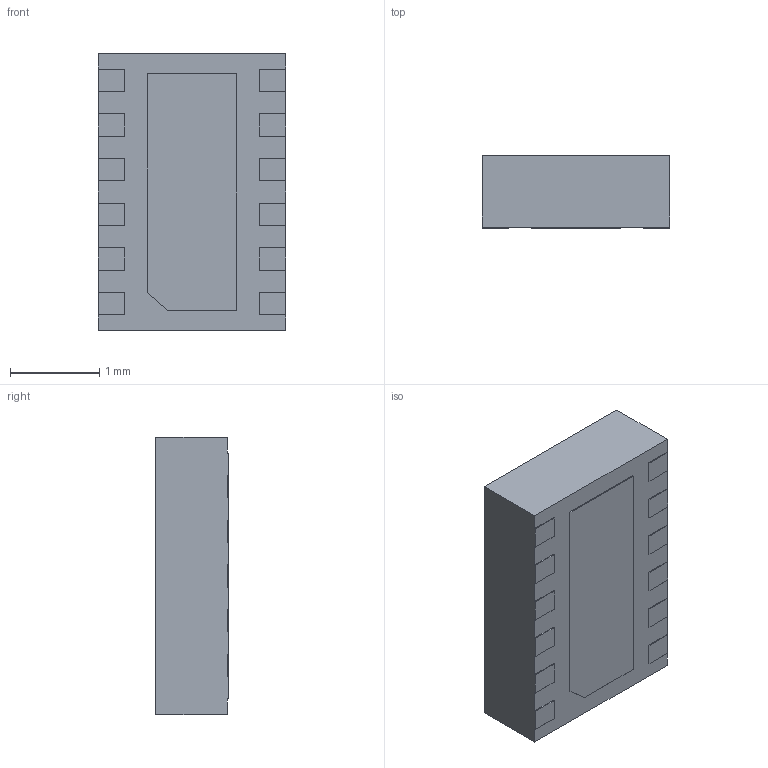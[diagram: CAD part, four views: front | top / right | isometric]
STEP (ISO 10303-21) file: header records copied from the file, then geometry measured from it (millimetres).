
FILE_DESCRIPTION (( 'STEP AP214' ), '1' );
FILE_NAME ('WFDFN12.STEP', '2018-08-31T22:46:03', ( '' ), ( '' ), 'SwSTEP 2.0', 'SolidWorks 2015', '' );
FILE_SCHEMA (( 'AUTOMOTIVE_DESIGN' ));
Length unit declared in the file: millimetre
Products named in the file (1): WFDFN12
Bounding box: 2.1 x 0.81 x 3.1 mm (x, y, z)
Volume: 5.2 mm3; surface area: 21.7 mm2
Topology: 1 solids, 1 shells, 150 faces, 411 edges, 274 vertices
Faces by surface type: plane 135, bspline 13, cylinder 2
Entity records: 7105 total; most frequent: CARTESIAN_POINT 1689, ORIENTED_EDGE 822, DIRECTION 665, EDGE_CURVE 411, VECTOR 381, LINE 381, VERTEX_POINT 274, EDGE_LOOP 161
